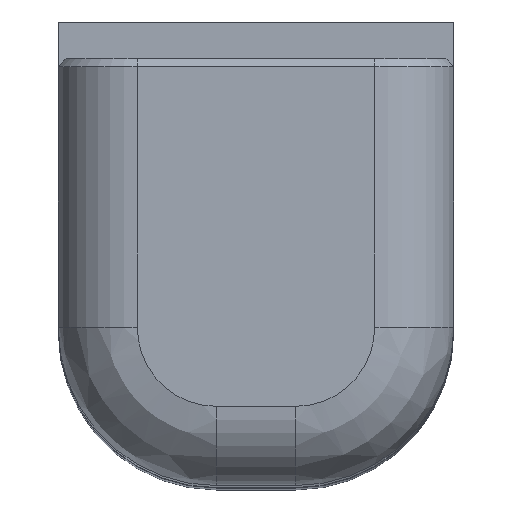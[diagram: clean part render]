
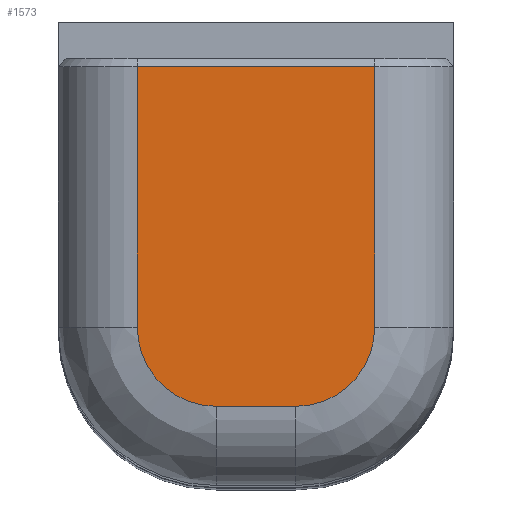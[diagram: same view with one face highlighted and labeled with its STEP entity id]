
A CAD part, top view. The second image highlights one B-rep face of the part: STEP entity #1573.
In plain terms, the highlighted planar face has unit normal (0, 0, 1).
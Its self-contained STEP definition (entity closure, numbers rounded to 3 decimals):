
#127=CIRCLE('',#1751,6.35);
#128=CIRCLE('',#1752,6.35);
#237=FACE_OUTER_BOUND('',#344,.T.);
#344=EDGE_LOOP('',(#1248,#1249,#1250,#1251,#1252,#1253));
#411=LINE('',#2410,#550);
#492=LINE('',#2626,#631);
#493=LINE('',#2630,#632);
#494=LINE('',#2634,#633);
#550=VECTOR('',#1882,10.);
#631=VECTOR('',#2111,10.);
#632=VECTOR('',#2116,10.);
#633=VECTOR('',#2119,10.);
#688=VERTEX_POINT('',#2402);
#690=VERTEX_POINT('',#2408);
#751=VERTEX_POINT('',#2625);
#752=VERTEX_POINT('',#2629);
#753=VERTEX_POINT('',#2631);
#754=VERTEX_POINT('',#2633);
#821=EDGE_CURVE('',#690,#688,#411,.T.);
#928=EDGE_CURVE('',#688,#751,#492,.T.);
#930=EDGE_CURVE('',#752,#690,#493,.T.);
#931=EDGE_CURVE('',#753,#752,#127,.T.);
#932=EDGE_CURVE('',#754,#753,#494,.T.);
#933=EDGE_CURVE('',#751,#754,#128,.T.);
#1248=ORIENTED_EDGE('',*,*,#821,.F.);
#1249=ORIENTED_EDGE('',*,*,#930,.F.);
#1250=ORIENTED_EDGE('',*,*,#931,.F.);
#1251=ORIENTED_EDGE('',*,*,#932,.F.);
#1252=ORIENTED_EDGE('',*,*,#933,.F.);
#1253=ORIENTED_EDGE('',*,*,#928,.F.);
#1495=PLANE('',#1750);
#1573=ADVANCED_FACE('',(#237),#1495,.T.);
#1750=AXIS2_PLACEMENT_3D('',#2628,#2114,#2115);
#1751=AXIS2_PLACEMENT_3D('',#2632,#2117,#2118);
#1752=AXIS2_PLACEMENT_3D('',#2635,#2120,#2121);
#1882=DIRECTION('',(1.,0.,0.));
#2111=DIRECTION('',(0.,-1.,0.));
#2114=DIRECTION('center_axis',(0.,0.,1.));
#2115=DIRECTION('ref_axis',(-1.,0.,0.));
#2116=DIRECTION('',(0.,1.,0.));
#2117=DIRECTION('center_axis',(0.,0.,-1.));
#2118=DIRECTION('ref_axis',(-0.707,-0.707,0.));
#2119=DIRECTION('',(-1.,0.,0.));
#2120=DIRECTION('center_axis',(0.,0.,-1.));
#2121=DIRECTION('ref_axis',(0.707,-0.707,0.));
#2402=CARTESIAN_POINT('',(9.525,19.357,127.33));
#2408=CARTESIAN_POINT('',(-9.525,19.357,127.33));
#2410=CARTESIAN_POINT('',(7.938,19.357,127.33));
#2625=CARTESIAN_POINT('',(9.525,-1.56,127.33));
#2626=CARTESIAN_POINT('',(9.525,1.434,127.33));
#2628=CARTESIAN_POINT('Origin',(0.,4.428,127.33));
#2629=CARTESIAN_POINT('',(-9.525,-1.56,127.33));
#2630=CARTESIAN_POINT('',(-9.525,13.772,127.33));
#2631=CARTESIAN_POINT('',(-3.175,-7.91,127.33));
#2632=CARTESIAN_POINT('Origin',(-3.175,-1.56,127.33));
#2633=CARTESIAN_POINT('',(3.175,-7.91,127.33));
#2634=CARTESIAN_POINT('',(-1.588,-7.91,127.33));
#2635=CARTESIAN_POINT('Origin',(3.175,-1.56,127.33));
